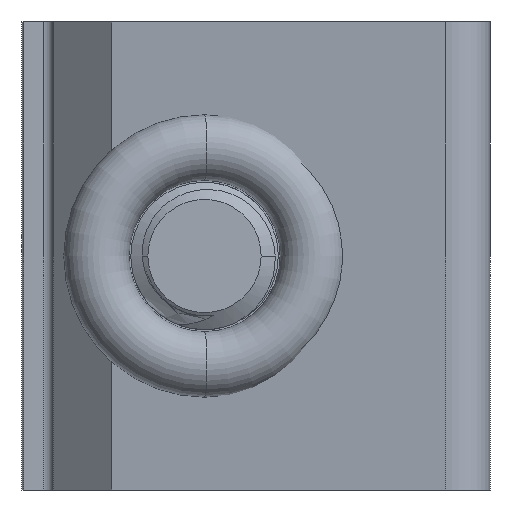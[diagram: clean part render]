
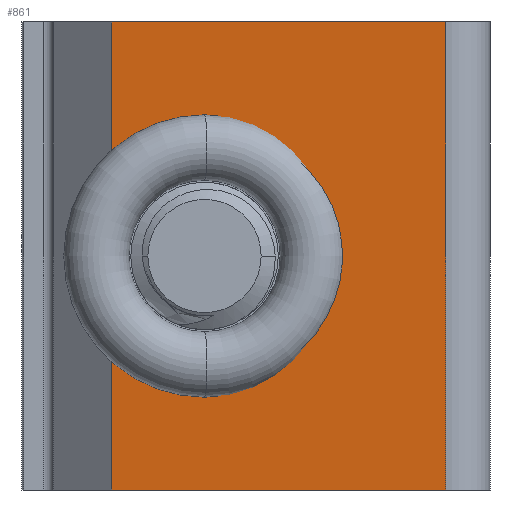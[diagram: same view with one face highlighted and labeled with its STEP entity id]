
A CAD part, front view. The second image highlights one B-rep face of the part: STEP entity #861.
In plain terms, the highlighted planar face has unit normal (-0.136, -0.991, 0).
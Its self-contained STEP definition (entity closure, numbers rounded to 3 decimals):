
#7 = CARTESIAN_POINT ( 'NONE',  ( 12.062, -22.17, 6.901 ) ) ;
#21 = LINE ( 'NONE', #5525, #4168 ) ;
#223 = CARTESIAN_POINT ( 'NONE',  ( 14.03, -22.44, -9.058 ) ) ;
#245 = EDGE_LOOP ( 'NONE', ( #5859, #411, #981, #5921, #5595, #2941, #1589, #4030, #4532, #1716 ) ) ;
#351 =( BOUNDED_CURVE ( )  B_SPLINE_CURVE ( 3, ( #7, #1493, #3444, #996 ),
 .UNSPECIFIED., .F., .T. ) 
 B_SPLINE_CURVE_WITH_KNOTS ( ( 4, 4 ),
 ( 0.74, 1.571 ),
 .UNSPECIFIED. ) 
 CURVE ( )  GEOMETRIC_REPRESENTATION_ITEM ( )  RATIONAL_B_SPLINE_CURVE ( ( 1., 0.943, 0.943, 1. ) ) 
 REPRESENTATION_ITEM ( '' )  );
#411 = ORIENTED_EDGE ( 'NONE', *, *, #700, .T. ) ;
#421 = DIRECTION ( 'NONE',  ( 0.991, -0.136, 0. ) ) ;
#467 = PLANE ( 'NONE',  #6134 ) ;
#539 = CARTESIAN_POINT ( 'NONE',  ( 20.621, -23.343, -10.236 ) ) ;
#561 = VERTEX_POINT ( 'NONE', #3956 ) ;
#580 = CARTESIAN_POINT ( 'NONE',  ( 7.112, -21.492, -10.236 ) ) ;
#642 = CARTESIAN_POINT ( 'NONE',  ( 19.622, -23.206, -10.236 ) ) ;
#700 = EDGE_CURVE ( 'NONE', #2509, #1616, #4566, .T. ) ;
#792 =( BOUNDED_CURVE ( )  B_SPLINE_CURVE ( 3, ( #3469, #4865, #5990, #539 ),
 .UNSPECIFIED., .F., .T. ) 
 B_SPLINE_CURVE_WITH_KNOTS ( ( 4, 4 ),
 ( 1.571, 4.712 ),
 .UNSPECIFIED. ) 
 CURVE ( )  GEOMETRIC_REPRESENTATION_ITEM ( )  RATIONAL_B_SPLINE_CURVE ( ( 1., 0.333, 0.333, 1. ) ) 
 REPRESENTATION_ITEM ( '' )  );
#812 = LINE ( 'NONE', #1276, #5105 ) ;
#861 = ADVANCED_FACE ( 'NONE', ( #1513 ), #467, .T. ) ;
#880 = EDGE_CURVE ( 'NONE', #1236, #561, #792, .T. ) ;
#981 = ORIENTED_EDGE ( 'NONE', *, *, #3881, .T. ) ;
#996 = CARTESIAN_POINT ( 'NONE',  ( 19.622, -23.206, 10.236 ) ) ;
#1105 = EDGE_CURVE ( 'NONE', #3225, #2781, #3927, .T. ) ;
#1117 = DIRECTION ( 'NONE',  ( 0.991, -0.136, 0. ) ) ;
#1236 = VERTEX_POINT ( 'NONE', #5478 ) ;
#1276 = CARTESIAN_POINT ( 'NONE',  ( 7.112, -21.492, 10.236 ) ) ;
#1436 = LINE ( 'NONE', #2465, #4593 ) ;
#1493 = CARTESIAN_POINT ( 'NONE',  ( 14.03, -22.44, 9.058 ) ) ;
#1503 = CARTESIAN_POINT ( 'NONE',  ( 12.062, -22.17, -19.05 ) ) ;
#1513 = FACE_OUTER_BOUND ( 'NONE', #245, .T. ) ;
#1525 = VECTOR ( 'NONE', #4861, 1000. ) ;
#1589 = ORIENTED_EDGE ( 'NONE', *, *, #1105, .T. ) ;
#1616 = VERTEX_POINT ( 'NONE', #1706 ) ;
#1623 = VECTOR ( 'NONE', #3068, 1000. ) ;
#1706 = CARTESIAN_POINT ( 'NONE',  ( 12.062, -22.17, -6.901 ) ) ;
#1716 = ORIENTED_EDGE ( 'NONE', *, *, #880, .T. ) ;
#1826 = CARTESIAN_POINT ( 'NONE',  ( 39.257, -25.895, 19.05 ) ) ;
#1956 = LINE ( 'NONE', #2860, #1525 ) ;
#2029 = DIRECTION ( 'NONE',  ( -0.136, -0.991, 0. ) ) ;
#2076 = VERTEX_POINT ( 'NONE', #2459 ) ;
#2128 = EDGE_CURVE ( 'NONE', #2781, #5444, #351, .T. ) ;
#2244 = EDGE_CURVE ( 'NONE', #3225, #3894, #21, .T. ) ;
#2456 = DIRECTION ( 'NONE',  ( 0., 0., -1. ) ) ;
#2459 = CARTESIAN_POINT ( 'NONE',  ( 39.257, -25.895, -19.05 ) ) ;
#2465 = CARTESIAN_POINT ( 'NONE',  ( 12.062, -22.17, -19.05 ) ) ;
#2509 = VERTEX_POINT ( 'NONE', #2688 ) ;
#2688 = CARTESIAN_POINT ( 'NONE',  ( 19.622, -23.206, -10.236 ) ) ;
#2781 = VERTEX_POINT ( 'NONE', #2976 ) ;
#2832 = EDGE_CURVE ( 'NONE', #561, #2509, #4530, .T. ) ;
#2860 = CARTESIAN_POINT ( 'NONE',  ( 39.257, -25.895, -19.05 ) ) ;
#2941 = ORIENTED_EDGE ( 'NONE', *, *, #2244, .F. ) ;
#2976 = CARTESIAN_POINT ( 'NONE',  ( 12.062, -22.17, 6.901 ) ) ;
#3068 = DIRECTION ( 'NONE',  ( -0.991, 0.136, 0. ) ) ;
#3225 = VERTEX_POINT ( 'NONE', #3360 ) ;
#3265 = EDGE_CURVE ( 'NONE', #5444, #1236, #812, .T. ) ;
#3360 = CARTESIAN_POINT ( 'NONE',  ( 12.062, -22.17, 19.05 ) ) ;
#3417 = DIRECTION ( 'NONE',  ( 0., 0., -1. ) ) ;
#3444 = CARTESIAN_POINT ( 'NONE',  ( 16.702, -22.806, 10.236 ) ) ;
#3469 = CARTESIAN_POINT ( 'NONE',  ( 20.622, -23.343, 10.236 ) ) ;
#3507 = EDGE_CURVE ( 'NONE', #2076, #3894, #1956, .T. ) ;
#3664 = CARTESIAN_POINT ( 'NONE',  ( 12.062, -22.17, -6.901 ) ) ;
#3881 = EDGE_CURVE ( 'NONE', #1616, #5046, #1436, .T. ) ;
#3894 = VERTEX_POINT ( 'NONE', #1826 ) ;
#3927 = LINE ( 'NONE', #5446, #5201 ) ;
#3956 = CARTESIAN_POINT ( 'NONE',  ( 20.621, -23.343, -10.236 ) ) ;
#3998 = EDGE_CURVE ( 'NONE', #5046, #2076, #4378, .T. ) ;
#4008 = CARTESIAN_POINT ( 'NONE',  ( 7.112, -21.492, -19.05 ) ) ;
#4030 = ORIENTED_EDGE ( 'NONE', *, *, #2128, .T. ) ;
#4168 = VECTOR ( 'NONE', #1117, 1000. ) ;
#4378 = LINE ( 'NONE', #5346, #6259 ) ;
#4423 = DIRECTION ( 'NONE',  ( 0.991, -0.136, 0. ) ) ;
#4530 = LINE ( 'NONE', #580, #1623 ) ;
#4532 = ORIENTED_EDGE ( 'NONE', *, *, #3265, .T. ) ;
#4556 = CARTESIAN_POINT ( 'NONE',  ( 16.702, -22.806, -10.236 ) ) ;
#4566 =( BOUNDED_CURVE ( )  B_SPLINE_CURVE ( 3, ( #642, #4556, #223, #3664 ),
 .UNSPECIFIED., .F., .T. ) 
 B_SPLINE_CURVE_WITH_KNOTS ( ( 4, 4 ),
 ( 4.712, 5.543 ),
 .UNSPECIFIED. ) 
 CURVE ( )  GEOMETRIC_REPRESENTATION_ITEM ( )  RATIONAL_B_SPLINE_CURVE ( ( 1., 0.943, 0.943, 1. ) ) 
 REPRESENTATION_ITEM ( '' )  );
#4593 = VECTOR ( 'NONE', #3417, 1000. ) ;
#4861 = DIRECTION ( 'NONE',  ( 0., 0., 1. ) ) ;
#4865 = CARTESIAN_POINT ( 'NONE',  ( 41.094, -26.147, 10.236 ) ) ;
#5046 = VERTEX_POINT ( 'NONE', #1503 ) ;
#5105 = VECTOR ( 'NONE', #6183, 1000. ) ;
#5201 = VECTOR ( 'NONE', #2456, 1000. ) ;
#5346 = CARTESIAN_POINT ( 'NONE',  ( 7.112, -21.492, -19.05 ) ) ;
#5444 = VERTEX_POINT ( 'NONE', #5869 ) ;
#5446 = CARTESIAN_POINT ( 'NONE',  ( 12.062, -22.17, -19.05 ) ) ;
#5478 = CARTESIAN_POINT ( 'NONE',  ( 20.622, -23.343, 10.236 ) ) ;
#5525 = CARTESIAN_POINT ( 'NONE',  ( 7.112, -21.492, 19.05 ) ) ;
#5595 = ORIENTED_EDGE ( 'NONE', *, *, #3507, .T. ) ;
#5859 = ORIENTED_EDGE ( 'NONE', *, *, #2832, .T. ) ;
#5869 = CARTESIAN_POINT ( 'NONE',  ( 19.622, -23.206, 10.236 ) ) ;
#5921 = ORIENTED_EDGE ( 'NONE', *, *, #3998, .T. ) ;
#5990 = CARTESIAN_POINT ( 'NONE',  ( 41.094, -26.147, -10.236 ) ) ;
#6134 = AXIS2_PLACEMENT_3D ( 'NONE', #4008, #2029, #4423 ) ;
#6183 = DIRECTION ( 'NONE',  ( 0.991, -0.136, 0. ) ) ;
#6259 = VECTOR ( 'NONE', #421, 1000. ) ;
